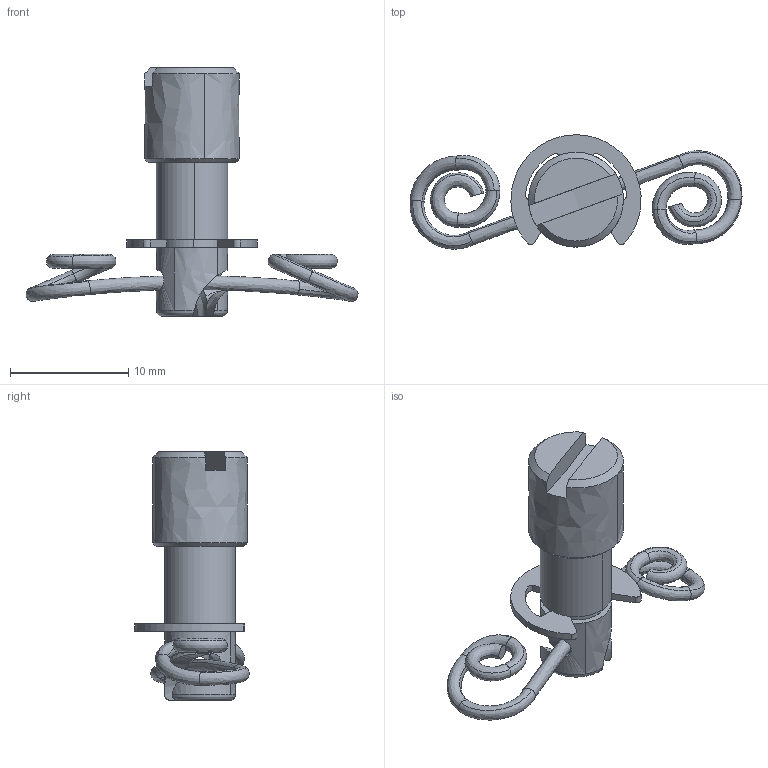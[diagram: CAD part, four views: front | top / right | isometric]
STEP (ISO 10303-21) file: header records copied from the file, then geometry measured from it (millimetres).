
FILE_DESCRIPTION((''),'2;1');
FILE_NAME('','2005-07-15T14:07:26',(''),(''),'','CADfix','');
FILE_SCHEMA(('AUTOMOTIVE_DESIGN'));
Length unit declared in the file: millimetre
Products named in the file (4): retainer; spring; fastener; TL_132_001_13129_36
Assembly tree (3 placements, depth 2):
  TL_132_001_13129_36
    retainer
    spring
    fastener
Bounding box: 28.02 x 9.65 x 21 mm (x, y, z)
Volume: 782.3 mm3; surface area: 1007.2 mm2
Topology: 3 solids, 3 shells, 84 faces, 246 edges, 171 vertices
Faces by surface type: bspline 84
Entity records: 7846 total; most frequent: CARTESIAN_POINT 6358, ORIENTED_EDGE 492, EDGE_CURVE 246, VERTEX_POINT 171, B_SPLINE_CURVE_WITH_KNOTS 119, EDGE_LOOP 87, FACE_OUTER_BOUND 84, ADVANCED_FACE 84
